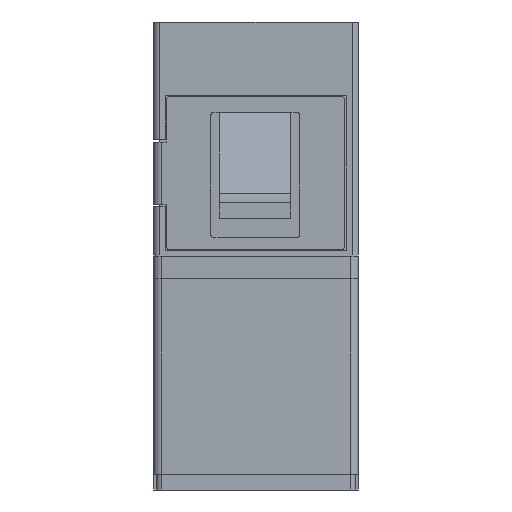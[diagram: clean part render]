
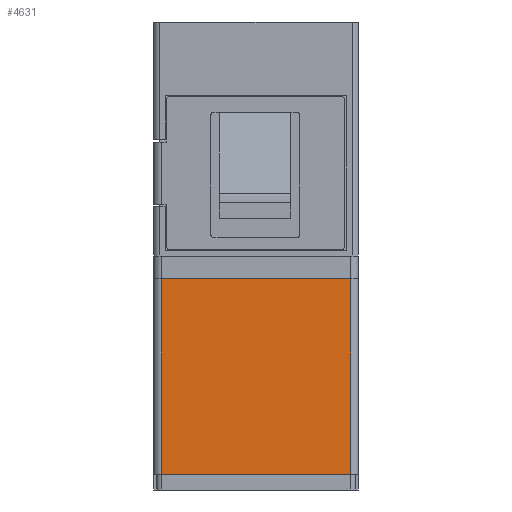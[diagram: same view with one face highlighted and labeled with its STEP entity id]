
A CAD part, front view. The second image highlights one B-rep face of the part: STEP entity #4631.
In plain terms, the highlighted planar face has unit normal (0, -1, 0).
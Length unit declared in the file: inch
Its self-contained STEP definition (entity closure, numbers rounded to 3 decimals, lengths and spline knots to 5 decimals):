
#81 = CARTESIAN_POINT ( 'NONE',  ( -0.23327, -0.22047, -0.0567 ) ) ;
#425 = VECTOR ( 'NONE', #14686, 39.37008 ) ;
#659 = CARTESIAN_POINT ( 'NONE',  ( 0., -0.22047, 0. ) ) ;
#1568 = EDGE_CURVE ( 'NONE', #7800, #10807, #6401, .T. ) ;
#2752 = DIRECTION ( 'NONE',  ( 1., 0., 0. ) ) ;
#3285 = DIRECTION ( 'NONE',  ( 0., 0., 1. ) ) ;
#3680 = FACE_OUTER_BOUND ( 'NONE', #13731, .T. ) ;
#3890 = CARTESIAN_POINT ( 'NONE',  ( 0., -0.22047, -0.0567 ) ) ;
#4139 = ORIENTED_EDGE ( 'NONE', *, *, #5062, .T. ) ;
#4340 = VECTOR ( 'NONE', #3285, 39.37008 ) ;
#4393 = VERTEX_POINT ( 'NONE', #81 ) ;
#4631 = ADVANCED_FACE ( 'NONE', ( #3680 ), #10685, .T. ) ;
#5062 = EDGE_CURVE ( 'NONE', #7800, #6577, #13719, .T. ) ;
#5253 = DIRECTION ( 'NONE',  ( 0., -1., 0. ) ) ;
#5414 = EDGE_CURVE ( 'NONE', #4393, #6577, #12879, .T. ) ;
#5796 = ORIENTED_EDGE ( 'NONE', *, *, #12072, .T. ) ;
#6401 = LINE ( 'NONE', #11021, #425 ) ;
#6575 = CARTESIAN_POINT ( 'NONE',  ( 0.23327, -0.22047, -0.53819 ) ) ;
#6577 = VERTEX_POINT ( 'NONE', #7599 ) ;
#6841 = CARTESIAN_POINT ( 'NONE',  ( -0.23327, -0.22047, 0. ) ) ;
#7599 = CARTESIAN_POINT ( 'NONE',  ( 0.23327, -0.22047, -0.0567 ) ) ;
#7650 = CARTESIAN_POINT ( 'NONE',  ( 0.23327, -0.22047, 0. ) ) ;
#7655 = CARTESIAN_POINT ( 'NONE',  ( -0.23327, -0.22047, -0.53819 ) ) ;
#7800 = VERTEX_POINT ( 'NONE', #6575 ) ;
#8394 = AXIS2_PLACEMENT_3D ( 'NONE', #659, #5253, #12129 ) ;
#10685 = PLANE ( 'NONE',  #8394 ) ;
#10735 = VECTOR ( 'NONE', #11460, 39.37008 ) ;
#10807 = VERTEX_POINT ( 'NONE', #7655 ) ;
#10905 = VECTOR ( 'NONE', #2752, 39.37008 ) ;
#11021 = CARTESIAN_POINT ( 'NONE',  ( -0.23327, -0.22047, -0.53819 ) ) ;
#11299 = ORIENTED_EDGE ( 'NONE', *, *, #1568, .F. ) ;
#11387 = LINE ( 'NONE', #6841, #10735 ) ;
#11460 = DIRECTION ( 'NONE',  ( 0., 0., -1. ) ) ;
#12072 = EDGE_CURVE ( 'NONE', #4393, #10807, #11387, .T. ) ;
#12129 = DIRECTION ( 'NONE',  ( 0., 0., -1. ) ) ;
#12879 = LINE ( 'NONE', #3890, #10905 ) ;
#13719 = LINE ( 'NONE', #7650, #4340 ) ;
#13731 = EDGE_LOOP ( 'NONE', ( #5796, #11299, #4139, #14869 ) ) ;
#14686 = DIRECTION ( 'NONE',  ( -1., 0., 0. ) ) ;
#14869 = ORIENTED_EDGE ( 'NONE', *, *, #5414, .F. ) ;
